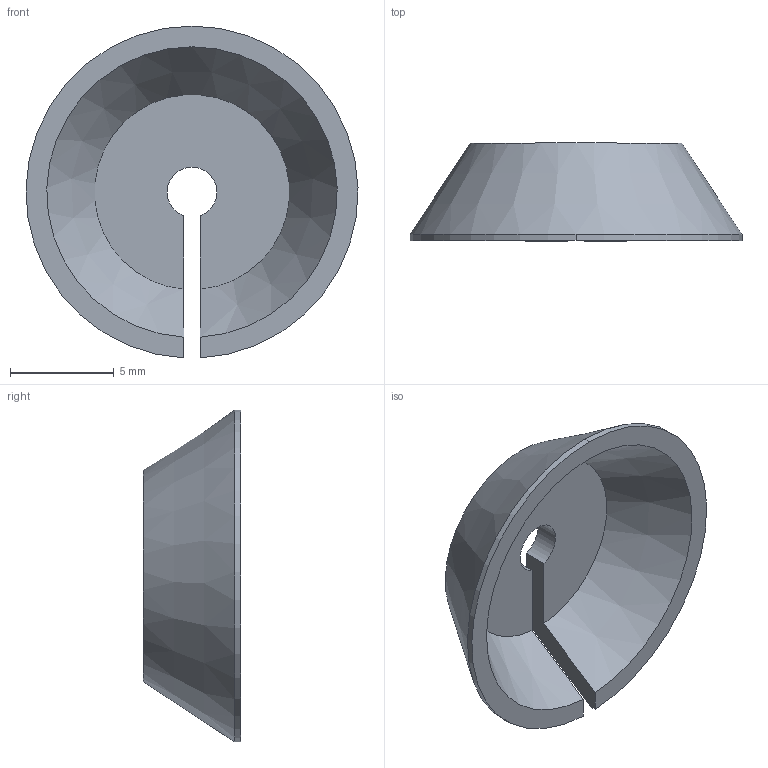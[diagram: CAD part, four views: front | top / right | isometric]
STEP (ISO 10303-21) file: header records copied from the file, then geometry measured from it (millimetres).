
FILE_DESCRIPTION (( 'STEP AP203' ), '1' );
FILE_NAME ('堤蹋結え.', '2024-09-14T15:11:34', ( '' ), ( '' ), 'SwSTEP 2.0', 'SolidWorks 2022', '' );
FILE_SCHEMA (( 'CONFIG_CONTROL_DESIGN' ));
Length unit declared in the file: millimetre
Products named in the file (1): 堤蹋結え米2__|足2__
Bounding box: 15.99 x 4.7 x 15.99 mm (x, y, z)
Volume: 269.6 mm3; surface area: 587.6 mm2
Topology: 1 solids, 1 shells, 11 faces, 27 edges, 18 vertices
Faces by surface type: plane 5, cylinder 4, cone 2
Entity records: 413 total; most frequent: CARTESIAN_POINT 69, DIRECTION 58, ORIENTED_EDGE 54, EDGE_CURVE 27, AXIS2_PLACEMENT_3D 23, VERTEX_POINT 18, LINE 12, VECTOR 12
